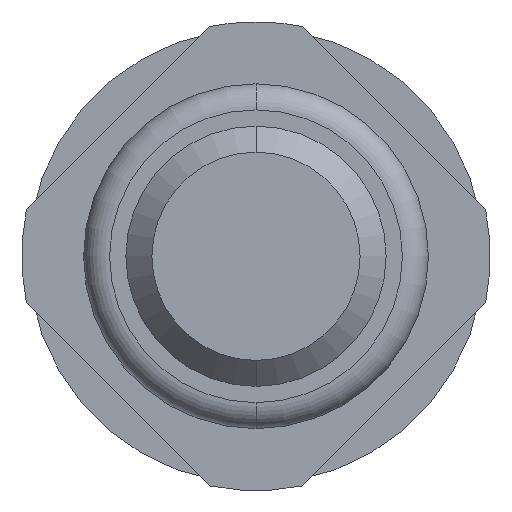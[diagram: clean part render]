
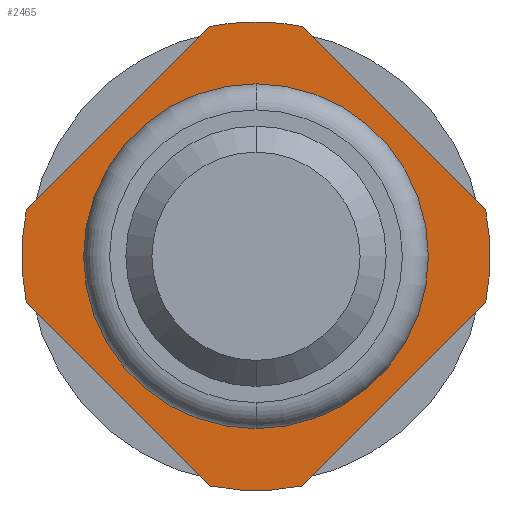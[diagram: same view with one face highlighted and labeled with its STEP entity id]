
A CAD part, front view. The second image highlights one B-rep face of the part: STEP entity #2465.
In plain terms, the highlighted planar face has unit normal (0, -1, 0).
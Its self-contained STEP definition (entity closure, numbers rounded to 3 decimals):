
#33 = CARTESIAN_POINT ( 'NONE',  ( -0.357, -2., 1.764 ) ) ;
#48 = CARTESIAN_POINT ( 'NONE',  ( -0.161, -2., 1.961 ) ) ;
#83 = DIRECTION ( 'NONE',  ( -0.707, 0., 0.707 ) ) ;
#96 = CARTESIAN_POINT ( 'NONE',  ( 1.8, -2., 0. ) ) ;
#125 = CARTESIAN_POINT ( 'NONE',  ( 1.961, -2., 0.161 ) ) ;
#144 = VECTOR ( 'NONE', #2428, 1000. ) ;
#159 = FACE_BOUND ( 'NONE', #3232, .T. ) ;
#176 = DIRECTION ( 'NONE',  ( 0., 1., 0. ) ) ;
#253 = CARTESIAN_POINT ( 'NONE',  ( 0., -2., 0. ) ) ;
#258 = CARTESIAN_POINT ( 'NONE',  ( 1.961, -2., -0.161 ) ) ;
#307 = DIRECTION ( 'NONE',  ( 0., 0., 1. ) ) ;
#336 = ORIENTED_EDGE ( 'NONE', *, *, #3383, .F. ) ;
#374 = DIRECTION ( 'NONE',  ( 0.707, 0., 0.707 ) ) ;
#451 = CARTESIAN_POINT ( 'NONE',  ( 0., -2., 0. ) ) ;
#481 = DIRECTION ( 'NONE',  ( 0., 0., 1. ) ) ;
#537 = CARTESIAN_POINT ( 'NONE',  ( 1.764, -2., 0.357 ) ) ;
#540 = DIRECTION ( 'NONE',  ( 0., 1., 0. ) ) ;
#630 = EDGE_CURVE ( 'Defeature ausgef�hrt3_4+Defeature ausgef�hrt3_0+Defeature ausgef�hrt3_15+Defeature ausgef�hrt3_16', #931, #2429, #2302, .T. ) ;
#734 = ORIENTED_EDGE ( 'NONE', *, *, #895, .F. ) ;
#826 = DIRECTION ( 'NONE',  ( 0., 0., 1. ) ) ;
#852 = AXIS2_PLACEMENT_3D ( 'NONE', #253, #3462, #307 ) ;
#876 = VERTEX_POINT ( 'NONE', #1847 ) ;
#895 = EDGE_CURVE ( 'Defeature ausgef�hrt3_16+Defeature ausgef�hrt3_0+Defeature ausgef�hrt3_4+Defeature ausgef�hrt3_3', #2429, #1286, #2050, .T. ) ;
#922 = CIRCLE ( 'NONE', #3588, 1.325 ) ;
#931 = VERTEX_POINT ( 'NONE', #2190 ) ;
#947 = AXIS2_PLACEMENT_3D ( 'NONE', #2861, #540, #826 ) ;
#969 = VERTEX_POINT ( 'NONE', #537 ) ;
#1005 = CARTESIAN_POINT ( 'NONE',  ( 0., -2., -1.325 ) ) ;
#1029 = CIRCLE ( 'NONE', #1247, 1.8 ) ;
#1043 = ORIENTED_EDGE ( 'NONE', *, *, #2672, .T. ) ;
#1050 = CARTESIAN_POINT ( 'NONE',  ( 0., -2., 0. ) ) ;
#1056 = DIRECTION ( 'NONE',  ( 0., 0., 1. ) ) ;
#1078 = DIRECTION ( 'NONE',  ( 0., 1., 0. ) ) ;
#1103 = VECTOR ( 'NONE', #1969, 1000. ) ;
#1152 = CIRCLE ( 'NONE', #852, 1.8 ) ;
#1200 = FACE_OUTER_BOUND ( 'NONE', #2678, .T. ) ;
#1238 = VERTEX_POINT ( 'NONE', #33 ) ;
#1247 = AXIS2_PLACEMENT_3D ( 'NONE', #1050, #176, #3051 ) ;
#1255 = DIRECTION ( 'NONE',  ( 0., 0., 1. ) ) ;
#1286 = VERTEX_POINT ( 'NONE', #2376 ) ;
#1305 = CARTESIAN_POINT ( 'NONE',  ( 0., -2., 0. ) ) ;
#1396 = AXIS2_PLACEMENT_3D ( 'NONE', #1305, #1078, #481 ) ;
#1535 = PLANE ( 'NONE',  #1762 ) ;
#1557 = CIRCLE ( 'NONE', #947, 1.325 ) ;
#1564 = DIRECTION ( 'NONE',  ( 0., 0., 1. ) ) ;
#1566 = DIRECTION ( 'NONE',  ( 0., 1., 0. ) ) ;
#1596 = VERTEX_POINT ( 'NONE', #1758 ) ;
#1679 = LINE ( 'NONE', #125, #144 ) ;
#1702 = EDGE_CURVE ( 'Defeature ausgef�hrt3_17+Defeature ausgef�hrt3_0+Defeature ausgef�hrt3_3+Defeature ausgef�hrt3_2', #1596, #1238, #2040, .T. ) ;
#1758 = CARTESIAN_POINT ( 'NONE',  ( -1.764, -2., 0.357 ) ) ;
#1762 = AXIS2_PLACEMENT_3D ( 'NONE', #96, #2976, #1255 ) ;
#1787 = EDGE_CURVE ( 'Defeature ausgef�hrt3_18+Defeature ausgef�hrt3_0+Defeature ausgef�hrt3_2+Defeature ausgef�hrt3_1', #2611, #969, #1679, .T. ) ;
#1829 = EDGE_CURVE ( 'Defeature ausgef�hrt3_0+Defeature ausgef�hrt3_12+Defeature ausgef�hrt3_12+Defeature ausgef�hrt3_12', #2685, #2450, #922, .T. ) ;
#1847 = CARTESIAN_POINT ( 'NONE',  ( 0., -2., 1.8 ) ) ;
#1860 = LINE ( 'NONE', #258, #1103 ) ;
#1921 = CARTESIAN_POINT ( 'NONE',  ( 0., -2., 0. ) ) ;
#1931 = AXIS2_PLACEMENT_3D ( 'NONE', #2731, #1566, #2691 ) ;
#1969 = DIRECTION ( 'NONE',  ( -0.707, 0., -0.707 ) ) ;
#2001 = EDGE_CURVE ( 'Defeature ausgef�hrt3_15+Defeature ausgef�hrt3_0+Defeature ausgef�hrt3_1+Defeature ausgef�hrt3_4', #3552, #931, #1860, .T. ) ;
#2040 = LINE ( 'NONE', #48, #2501 ) ;
#2050 = LINE ( 'NONE', #2728, #3031 ) ;
#2190 = CARTESIAN_POINT ( 'NONE',  ( 0.357, -2., -1.764 ) ) ;
#2252 = ORIENTED_EDGE ( 'NONE', *, *, #2560, .F. ) ;
#2302 = CIRCLE ( 'NONE', #1396, 1.8 ) ;
#2354 = ORIENTED_EDGE ( 'NONE', *, *, #3702, .F. ) ;
#2376 = CARTESIAN_POINT ( 'NONE',  ( -1.764, -2., -0.357 ) ) ;
#2428 = DIRECTION ( 'NONE',  ( 0.707, 0., -0.707 ) ) ;
#2429 = VERTEX_POINT ( 'NONE', #3590 ) ;
#2450 = VERTEX_POINT ( 'NONE', #1005 ) ;
#2465 = ADVANCED_FACE ( 'Defeature ausgef�hrt3_0', ( #159, #1200 ), #1535, .F. ) ;
#2493 = ORIENTED_EDGE ( 'NONE', *, *, #3589, .F. ) ;
#2501 = VECTOR ( 'NONE', #374, 1000. ) ;
#2535 = ORIENTED_EDGE ( 'NONE', *, *, #1702, .F. ) ;
#2560 = EDGE_CURVE ( 'Defeature ausgef�hrt3_3+Defeature ausgef�hrt3_0+Defeature ausgef�hrt3_16+Defeature ausgef�hrt3_17', #1286, #1596, #1029, .T. ) ;
#2570 = ORIENTED_EDGE ( 'NONE', *, *, #1787, .F. ) ;
#2584 = CARTESIAN_POINT ( 'NONE',  ( 0., -2., 1.325 ) ) ;
#2611 = VERTEX_POINT ( 'NONE', #3708 ) ;
#2672 = EDGE_CURVE ( 'Defeature ausgef�hrt3_0+Defeature ausgef�hrt3_12+Defeature ausgef�hrt3_12+Defeature ausgef�hrt3_12', #2450, #2685, #1557, .T. ) ;
#2678 = EDGE_LOOP ( 'NONE', ( #2570, #2354, #2493, #2535, #2252, #734, #2699, #3328, #336 ) ) ;
#2685 = VERTEX_POINT ( 'NONE', #2584 ) ;
#2691 = DIRECTION ( 'NONE',  ( 0., 0., 1. ) ) ;
#2699 = ORIENTED_EDGE ( 'NONE', *, *, #630, .F. ) ;
#2728 = CARTESIAN_POINT ( 'NONE',  ( -0.161, -2., -1.961 ) ) ;
#2731 = CARTESIAN_POINT ( 'NONE',  ( 0., -2., 0. ) ) ;
#2861 = CARTESIAN_POINT ( 'NONE',  ( 0., -2., 0. ) ) ;
#2956 = CARTESIAN_POINT ( 'NONE',  ( 1.764, -2., -0.357 ) ) ;
#2976 = DIRECTION ( 'NONE',  ( 0., 1., 0. ) ) ;
#3031 = VECTOR ( 'NONE', #83, 1000. ) ;
#3043 = DIRECTION ( 'NONE',  ( 0., 1., 0. ) ) ;
#3051 = DIRECTION ( 'NONE',  ( 0., 0., 1. ) ) ;
#3166 = CIRCLE ( 'NONE', #3429, 1.8 ) ;
#3232 = EDGE_LOOP ( 'NONE', ( #3278, #1043 ) ) ;
#3278 = ORIENTED_EDGE ( 'NONE', *, *, #1829, .T. ) ;
#3328 = ORIENTED_EDGE ( 'NONE', *, *, #2001, .F. ) ;
#3383 = EDGE_CURVE ( 'Defeature ausgef�hrt3_1+Defeature ausgef�hrt3_0+Defeature ausgef�hrt3_18+Defeature ausgef�hrt3_15', #969, #3552, #1152, .T. ) ;
#3429 = AXIS2_PLACEMENT_3D ( 'NONE', #1921, #3628, #1056 ) ;
#3462 = DIRECTION ( 'NONE',  ( 0., 1., 0. ) ) ;
#3487 = CIRCLE ( 'NONE', #1931, 1.8 ) ;
#3552 = VERTEX_POINT ( 'NONE', #2956 ) ;
#3588 = AXIS2_PLACEMENT_3D ( 'NONE', #451, #3043, #1564 ) ;
#3589 = EDGE_CURVE ( 'Defeature ausgef�hrt3_2+Defeature ausgef�hrt3_0+Defeature ausgef�hrt3_17+Defeature ausgef�hrt3_18', #1238, #876, #3487, .T. ) ;
#3590 = CARTESIAN_POINT ( 'NONE',  ( -0.357, -2., -1.764 ) ) ;
#3628 = DIRECTION ( 'NONE',  ( 0., 1., 0. ) ) ;
#3702 = EDGE_CURVE ( 'Defeature ausgef�hrt3_2+Defeature ausgef�hrt3_0+Defeature ausgef�hrt3_17+Defeature ausgef�hrt3_18', #876, #2611, #3166, .T. ) ;
#3708 = CARTESIAN_POINT ( 'NONE',  ( 0.357, -2., 1.764 ) ) ;
